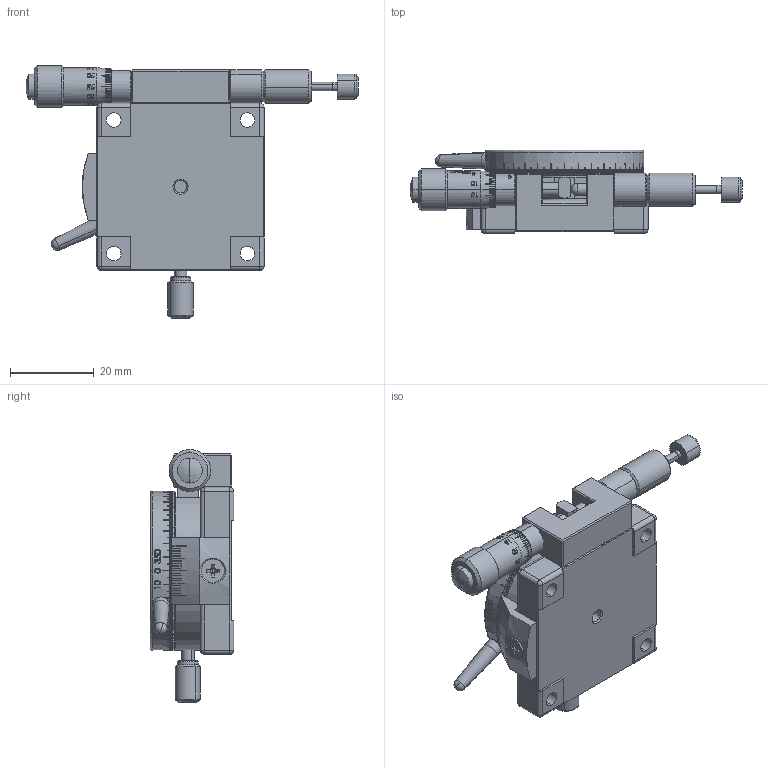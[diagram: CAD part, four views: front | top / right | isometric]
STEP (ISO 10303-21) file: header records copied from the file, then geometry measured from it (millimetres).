
FILE_DESCRIPTION (( 'STEP AP203' ), '1' );
FILE_NAME ('MR38-AR(«¬¿ý).STEP', '2013-10-08T07:44:36', ( '' ), ( '' ), 'SwSTEP 2.0', 'SolidWorks 2013', '' );
FILE_SCHEMA (( 'CONFIG_CONTROL_DESIGN' ));
Products named in the file (2): Group1^MR38-AR(型錄); MR38-AR(型錄)
Assembly tree (1 placements, depth 2):
  MR38-AR(型錄)
    Group1^MR38-AR(型錄)
Bounding box: 79.5 x 20 x 60.5 mm (x, y, z)
Volume: 27324.6 mm3; surface area: 15979.3 mm2
Topology: 14 solids, 14 shells, 4499 faces, 12096 edges, 7708 vertices
Faces by surface type: plane 2757, bspline 837, cylinder 787, cone 95, sphere 15, torus 8
Entity records: 175426 total; most frequent: CARTESIAN_POINT 64342, ORIENTED_EDGE 24128, DIRECTION 22420, EDGE_CURVE 12064, AXIS2_PLACEMENT_3D 7791, VERTEX_POINT 7706, VECTOR 6838, LINE 6838
